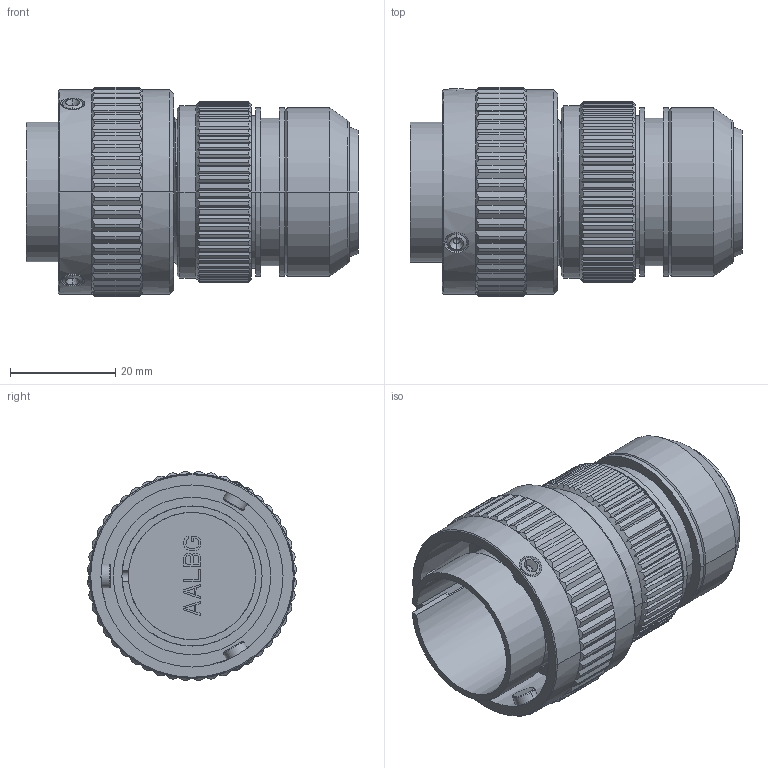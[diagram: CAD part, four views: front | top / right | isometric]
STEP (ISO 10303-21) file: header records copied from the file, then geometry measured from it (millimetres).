
FILE_DESCRIPTION((''),'2;1');
FILE_NAME('VG95234M-20_SW0001','2023-03-23T10:30:02',('paultorloting'),('NET AG system integration'),'CREO PARAMETRIC BY PTC INC, 2021404','CREO PARAMETRIC BY PTC INC, 2021404','');
FILE_SCHEMA(('AUTOMOTIVE_DESIGN { 1 0 10303 214 1 1 1 1 }'));
Length unit declared in the file: millimetre
Products named in the file (1): VG95234M-20_SW0001
Bounding box: 62.95 x 39.75 x 39.75 mm (x, y, z)
Volume: 41645.8 mm3; surface area: 15631.8 mm2
Topology: 1 solids, 1 shells, 830 faces, 2122 edges, 1326 vertices
Faces by surface type: plane 496, cylinder 169, cone 148, torus 10, bspline 7
Entity records: 32057 total; most frequent: CARTESIAN_POINT 8843, ORIENTED_EDGE 4232, DIRECTION 3572, EDGE_CURVE 2116, VERTEX_POINT 1326, AXIS2_PLACEMENT_3D 1217, VECTOR 1135, LINE 1135
